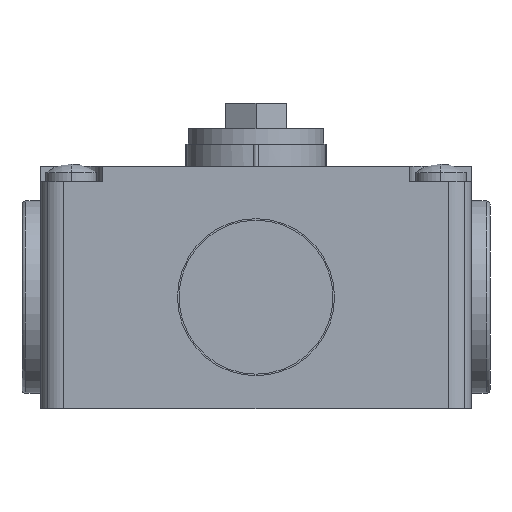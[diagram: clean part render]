
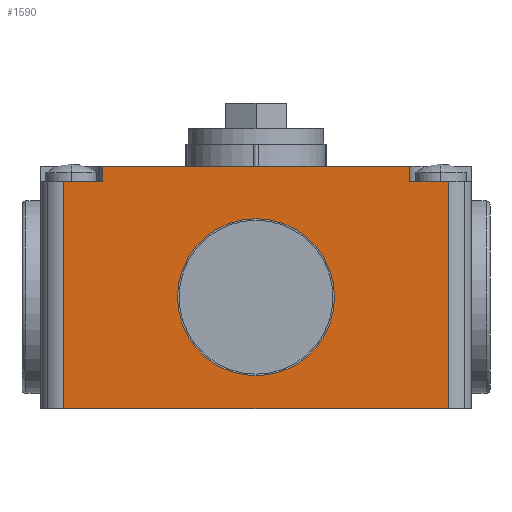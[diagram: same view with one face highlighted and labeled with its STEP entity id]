
A CAD part, front view. The second image highlights one B-rep face of the part: STEP entity #1590.
In plain terms, the highlighted planar face has unit normal (0, -1, 0).
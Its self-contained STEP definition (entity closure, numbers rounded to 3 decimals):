
#504 = DIRECTION ( 'NONE',  ( 1., 0., 0. ) ) ;
#537 = LINE ( 'NONE', #19914, #19499 ) ;
#821 = EDGE_CURVE ( 'NONE', #19176, #1725, #20926, .T. ) ;
#911 = ORIENTED_EDGE ( 'NONE', *, *, #18385, .F. ) ;
#1215 = CARTESIAN_POINT ( 'NONE',  ( 20., -56.8, 17. ) ) ;
#1590 = ADVANCED_FACE ( 'NONE', ( #28282, #17920 ), #5110, .T. ) ;
#1722 = CARTESIAN_POINT ( 'NONE',  ( -20., -56.8, 15. ) ) ;
#1725 = VERTEX_POINT ( 'NONE', #26738 ) ;
#2329 = LINE ( 'NONE', #3723, #26052 ) ;
#3435 = EDGE_CURVE ( 'NONE', #1725, #19176, #27040, .T. ) ;
#3704 = ORIENTED_EDGE ( 'NONE', *, *, #7298, .F. ) ;
#3723 = CARTESIAN_POINT ( 'NONE',  ( 25., -56.8, -14.5 ) ) ;
#4724 = VECTOR ( 'NONE', #25450, 1000. ) ;
#5110 = PLANE ( 'NONE',  #27767 ) ;
#5754 = DIRECTION ( 'NONE',  ( 1., 0., 0. ) ) ;
#7298 = EDGE_CURVE ( 'NONE', #23404, #27195, #537, .T. ) ;
#7370 = ORIENTED_EDGE ( 'NONE', *, *, #9503, .T. ) ;
#7662 = DIRECTION ( 'NONE',  ( 0., -1., 0. ) ) ;
#7834 = CARTESIAN_POINT ( 'NONE',  ( 20., -56.8, 15. ) ) ;
#7938 = VECTOR ( 'NONE', #13613, 1000. ) ;
#8720 = LINE ( 'NONE', #23534, #26058 ) ;
#8912 = LINE ( 'NONE', #9306, #14453 ) ;
#9306 = CARTESIAN_POINT ( 'NONE',  ( -25., -56.8, -14.5 ) ) ;
#9420 = DIRECTION ( 'NONE',  ( 0., -1., 0. ) ) ;
#9503 = EDGE_CURVE ( 'NONE', #11689, #23394, #8720, .T. ) ;
#9602 = DIRECTION ( 'NONE',  ( -1., 0., 0. ) ) ;
#9764 = ORIENTED_EDGE ( 'NONE', *, *, #821, .F. ) ;
#10604 = CARTESIAN_POINT ( 'NONE',  ( -20., -56.8, 17. ) ) ;
#10805 = EDGE_CURVE ( 'NONE', #27195, #25757, #26769, .T. ) ;
#11287 = LINE ( 'NONE', #14809, #12743 ) ;
#11310 = CARTESIAN_POINT ( 'NONE',  ( -25., -56.8, -14.5 ) ) ;
#11689 = VERTEX_POINT ( 'NONE', #11912 ) ;
#11912 = CARTESIAN_POINT ( 'NONE',  ( 25., -56.8, 15. ) ) ;
#12267 = DIRECTION ( 'NONE',  ( 0., -1., 0. ) ) ;
#12581 = DIRECTION ( 'NONE',  ( 0., 0., 1. ) ) ;
#12743 = VECTOR ( 'NONE', #504, 1000. ) ;
#13426 = ORIENTED_EDGE ( 'NONE', *, *, #20189, .T. ) ;
#13613 = DIRECTION ( 'NONE',  ( 0., 0., 1. ) ) ;
#14111 = EDGE_LOOP ( 'NONE', ( #24253, #9764 ) ) ;
#14453 = VECTOR ( 'NONE', #21064, 1000. ) ;
#14475 = EDGE_LOOP ( 'NONE', ( #23939, #19626, #7370, #13426, #28578, #21718, #3704, #911 ) ) ;
#14809 = CARTESIAN_POINT ( 'NONE',  ( -25., -56.8, 17. ) ) ;
#17920 = FACE_OUTER_BOUND ( 'NONE', #14475, .T. ) ;
#18018 = VECTOR ( 'NONE', #12581, 1000. ) ;
#18304 = CARTESIAN_POINT ( 'NONE',  ( -25., -56.8, 15. ) ) ;
#18306 = AXIS2_PLACEMENT_3D ( 'NONE', #23560, #9420, #25928 ) ;
#18385 = EDGE_CURVE ( 'NONE', #27028, #23404, #8912, .T. ) ;
#19176 = VERTEX_POINT ( 'NONE', #29373 ) ;
#19315 = EDGE_CURVE ( 'NONE', #27028, #27142, #23605, .T. ) ;
#19499 = VECTOR ( 'NONE', #5754, 1000. ) ;
#19626 = ORIENTED_EDGE ( 'NONE', *, *, #25870, .T. ) ;
#19914 = CARTESIAN_POINT ( 'NONE',  ( -28., -56.8, 15. ) ) ;
#20189 = EDGE_CURVE ( 'NONE', #23394, #25382, #24291, .T. ) ;
#20227 = CARTESIAN_POINT ( 'NONE',  ( -25., -56.8, -14.5 ) ) ;
#20926 = CIRCLE ( 'NONE', #29538, 10.2 ) ;
#21064 = DIRECTION ( 'NONE',  ( 0., 0., 1. ) ) ;
#21550 = CARTESIAN_POINT ( 'NONE',  ( -25., -56.8, -14.5 ) ) ;
#21718 = ORIENTED_EDGE ( 'NONE', *, *, #10805, .F. ) ;
#21802 = CARTESIAN_POINT ( 'NONE',  ( 0., -56.8, 0. ) ) ;
#23394 = VERTEX_POINT ( 'NONE', #25431 ) ;
#23404 = VERTEX_POINT ( 'NONE', #18304 ) ;
#23534 = CARTESIAN_POINT ( 'NONE',  ( 28., -56.8, 15. ) ) ;
#23560 = CARTESIAN_POINT ( 'NONE',  ( 0., -56.8, 0. ) ) ;
#23605 = LINE ( 'NONE', #11310, #4724 ) ;
#23939 = ORIENTED_EDGE ( 'NONE', *, *, #19315, .T. ) ;
#24161 = DIRECTION ( 'NONE',  ( 0., 0., -1. ) ) ;
#24253 = ORIENTED_EDGE ( 'NONE', *, *, #3435, .F. ) ;
#24291 = LINE ( 'NONE', #7834, #18018 ) ;
#25063 = DIRECTION ( 'NONE',  ( 0., 0., 1. ) ) ;
#25166 = EDGE_CURVE ( 'NONE', #25757, #25382, #11287, .T. ) ;
#25382 = VERTEX_POINT ( 'NONE', #1215 ) ;
#25431 = CARTESIAN_POINT ( 'NONE',  ( 20., -56.8, 15. ) ) ;
#25450 = DIRECTION ( 'NONE',  ( 1., 0., 0. ) ) ;
#25509 = CARTESIAN_POINT ( 'NONE',  ( 25., -56.8, -14.5 ) ) ;
#25757 = VERTEX_POINT ( 'NONE', #10604 ) ;
#25870 = EDGE_CURVE ( 'NONE', #27142, #11689, #2329, .T. ) ;
#25928 = DIRECTION ( 'NONE',  ( 0., 0., -1. ) ) ;
#26052 = VECTOR ( 'NONE', #25063, 1000. ) ;
#26058 = VECTOR ( 'NONE', #9602, 1000. ) ;
#26738 = CARTESIAN_POINT ( 'NONE',  ( 0., -56.8, -10.2 ) ) ;
#26769 = LINE ( 'NONE', #1722, #7938 ) ;
#27028 = VERTEX_POINT ( 'NONE', #20227 ) ;
#27040 = CIRCLE ( 'NONE', #18306, 10.2 ) ;
#27142 = VERTEX_POINT ( 'NONE', #25509 ) ;
#27195 = VERTEX_POINT ( 'NONE', #27992 ) ;
#27767 = AXIS2_PLACEMENT_3D ( 'NONE', #21550, #12267, #28805 ) ;
#27992 = CARTESIAN_POINT ( 'NONE',  ( -20., -56.8, 15. ) ) ;
#28282 = FACE_BOUND ( 'NONE', #14111, .T. ) ;
#28578 = ORIENTED_EDGE ( 'NONE', *, *, #25166, .F. ) ;
#28805 = DIRECTION ( 'NONE',  ( 0., 0., -1. ) ) ;
#29373 = CARTESIAN_POINT ( 'NONE',  ( 0., -56.8, 10.2 ) ) ;
#29538 = AXIS2_PLACEMENT_3D ( 'NONE', #21802, #7662, #24161 ) ;
